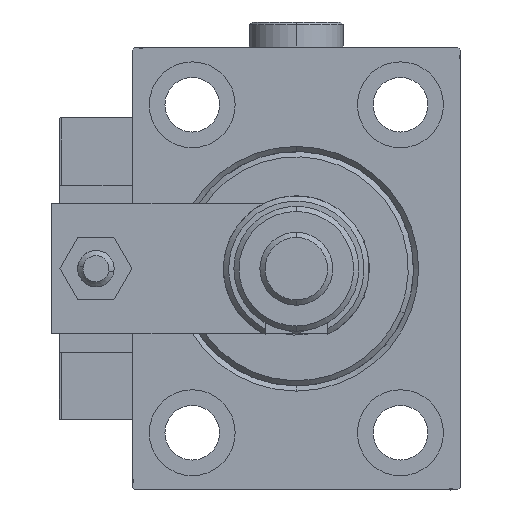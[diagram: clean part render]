
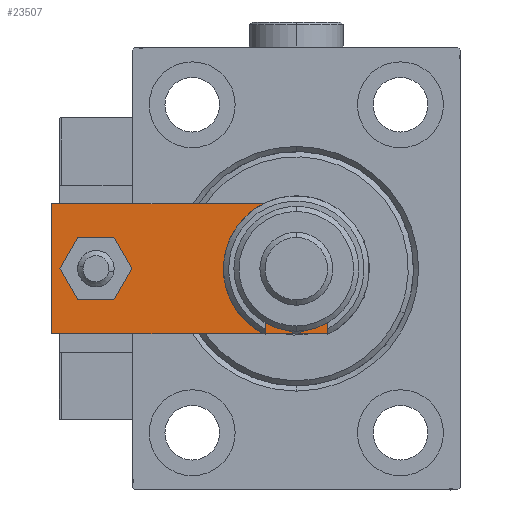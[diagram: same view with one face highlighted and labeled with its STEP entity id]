
A CAD part, left-side view. The second image highlights one B-rep face of the part: STEP entity #23507.
In plain terms, the highlighted face is planar.
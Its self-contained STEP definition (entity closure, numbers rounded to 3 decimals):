
#482 = CARTESIAN_POINT ( 'NONE',  ( 0., 0., 6. ) ) ;
#1006 = EDGE_CURVE ( 'NONE', #48409, #40317, #8804, .T. ) ;
#1519 = DIRECTION ( 'NONE',  ( 1., 0., 0. ) ) ;
#1615 = CARTESIAN_POINT ( 'NONE',  ( 12.5, 60., 6. ) ) ;
#2428 = DIRECTION ( 'NONE',  ( 0., -1., 0. ) ) ;
#3615 = VECTOR ( 'NONE', #2428, 1000. ) ;
#4558 = ORIENTED_EDGE ( 'NONE', *, *, #41403, .F. ) ;
#4784 = ORIENTED_EDGE ( 'NONE', *, *, #7735, .F. ) ;
#6037 = CARTESIAN_POINT ( 'NONE',  ( 5.5, 0., 6. ) ) ;
#6044 = EDGE_CURVE ( 'NONE', #47748, #13857, #32695, .T. ) ;
#6851 = CARTESIAN_POINT ( 'NONE',  ( 12.5, 0., 6. ) ) ;
#7122 = DIRECTION ( 'NONE',  ( 0., 1., 0. ) ) ;
#7735 = EDGE_CURVE ( 'NONE', #28213, #12014, #26233, .T. ) ;
#8324 = ORIENTED_EDGE ( 'NONE', *, *, #1006, .T. ) ;
#8804 = LINE ( 'NONE', #1615, #23684 ) ;
#10067 = CIRCLE ( 'NONE', #13612, 8.25 ) ;
#10275 = DIRECTION ( 'NONE',  ( 0., 0., 1. ) ) ;
#11257 = CARTESIAN_POINT ( 'NONE',  ( 0., 51.5, 6. ) ) ;
#12014 = VERTEX_POINT ( 'NONE', #42516 ) ;
#12141 = EDGE_LOOP ( 'NONE', ( #46088, #4558 ) ) ;
#12599 = FACE_BOUND ( 'NONE', #12141, .T. ) ;
#13028 = ORIENTED_EDGE ( 'NONE', *, *, #35915, .T. ) ;
#13612 = AXIS2_PLACEMENT_3D ( 'NONE', #31486, #18864, #40272 ) ;
#13800 = VECTOR ( 'NONE', #7122, 1000. ) ;
#13857 = VERTEX_POINT ( 'NONE', #20956 ) ;
#14804 = LINE ( 'NONE', #31548, #3615 ) ;
#14976 = LINE ( 'NONE', #48211, #20412 ) ;
#16101 = VECTOR ( 'NONE', #28836, 1000. ) ;
#16165 = EDGE_CURVE ( 'NONE', #40317, #52811, #14804, .T. ) ;
#16742 = ORIENTED_EDGE ( 'NONE', *, *, #20901, .T. ) ;
#17527 = PLANE ( 'NONE',  #34605 ) ;
#17792 = FACE_BOUND ( 'NONE', #31945, .T. ) ;
#18376 = DIRECTION ( 'NONE',  ( -1., 0., 0. ) ) ;
#18864 = DIRECTION ( 'NONE',  ( 0., 0., 1. ) ) ;
#20014 = CARTESIAN_POINT ( 'NONE',  ( -5.5, 0., 6. ) ) ;
#20046 = CARTESIAN_POINT ( 'NONE',  ( -2.75, -2.75, 6. ) ) ;
#20412 = VECTOR ( 'NONE', #1519, 1000. ) ;
#20901 = EDGE_CURVE ( 'NONE', #52811, #53904, #49724, .T. ) ;
#20956 = CARTESIAN_POINT ( 'NONE',  ( 12.5, 7., 6. ) ) ;
#21868 = ORIENTED_EDGE ( 'NONE', *, *, #6044, .T. ) ;
#22796 = LINE ( 'NONE', #6851, #13800 ) ;
#23507 = ADVANCED_FACE ( 'NONE', ( #12599, #50224, #17792 ), #17527, .T. ) ;
#23684 = VECTOR ( 'NONE', #18376, 1000. ) ;
#25319 = EDGE_LOOP ( 'NONE', ( #48546, #16742, #13028, #21868, #35157, #8324 ) ) ;
#26121 = EDGE_CURVE ( 'NONE', #48480, #42899, #42451, .T. ) ;
#26233 = CIRCLE ( 'NONE', #54307, 8.25 ) ;
#26667 = CARTESIAN_POINT ( 'NONE',  ( 12.5, 60., 6. ) ) ;
#27541 = ORIENTED_EDGE ( 'NONE', *, *, #27794, .F. ) ;
#27794 = EDGE_CURVE ( 'NONE', #12014, #28213, #10067, .T. ) ;
#27997 = DIRECTION ( 'NONE',  ( 0., 0., 1. ) ) ;
#28213 = VERTEX_POINT ( 'NONE', #52036 ) ;
#28836 = DIRECTION ( 'NONE',  ( 0.707, -0.707, 0. ) ) ;
#30133 = CARTESIAN_POINT ( 'NONE',  ( 4., 51.5, 6. ) ) ;
#31486 = CARTESIAN_POINT ( 'NONE',  ( 0., 13., 6. ) ) ;
#31548 = CARTESIAN_POINT ( 'NONE',  ( -12.5, 60., 6. ) ) ;
#31945 = EDGE_LOOP ( 'NONE', ( #4784, #27541 ) ) ;
#32565 = DIRECTION ( 'NONE',  ( 0., 0., 1. ) ) ;
#32695 = LINE ( 'NONE', #41765, #50739 ) ;
#34605 = AXIS2_PLACEMENT_3D ( 'NONE', #482, #42544, #50507 ) ;
#35157 = ORIENTED_EDGE ( 'NONE', *, *, #48586, .T. ) ;
#35915 = EDGE_CURVE ( 'NONE', #53904, #47748, #14976, .T. ) ;
#36549 = DIRECTION ( 'NONE',  ( 1., 0., 0. ) ) ;
#40271 = DIRECTION ( 'NONE',  ( 1., 0., 0. ) ) ;
#40272 = DIRECTION ( 'NONE',  ( 1., 0., 0. ) ) ;
#40317 = VERTEX_POINT ( 'NONE', #45860 ) ;
#41403 = EDGE_CURVE ( 'NONE', #42899, #48480, #46826, .T. ) ;
#41765 = CARTESIAN_POINT ( 'NONE',  ( 2.75, -2.75, 6. ) ) ;
#42348 = CARTESIAN_POINT ( 'NONE',  ( -4., 51.5, 6. ) ) ;
#42451 = CIRCLE ( 'NONE', #48590, 4. ) ;
#42516 = CARTESIAN_POINT ( 'NONE',  ( 8.25, 13., 6. ) ) ;
#42544 = DIRECTION ( 'NONE',  ( 0., 0., 1. ) ) ;
#42899 = VERTEX_POINT ( 'NONE', #30133 ) ;
#44772 = DIRECTION ( 'NONE',  ( 1., 0., 0. ) ) ;
#45860 = CARTESIAN_POINT ( 'NONE',  ( -12.5, 60., 6. ) ) ;
#46088 = ORIENTED_EDGE ( 'NONE', *, *, #26121, .F. ) ;
#46826 = CIRCLE ( 'NONE', #50339, 4. ) ;
#47748 = VERTEX_POINT ( 'NONE', #6037 ) ;
#48211 = CARTESIAN_POINT ( 'NONE',  ( -12.5, 0., 6. ) ) ;
#48409 = VERTEX_POINT ( 'NONE', #26667 ) ;
#48480 = VERTEX_POINT ( 'NONE', #42348 ) ;
#48546 = ORIENTED_EDGE ( 'NONE', *, *, #16165, .T. ) ;
#48586 = EDGE_CURVE ( 'NONE', #13857, #48409, #22796, .T. ) ;
#48590 = AXIS2_PLACEMENT_3D ( 'NONE', #51496, #10275, #36549 ) ;
#48785 = CARTESIAN_POINT ( 'NONE',  ( 0., 13., 6. ) ) ;
#49458 = DIRECTION ( 'NONE',  ( 0.707, 0.707, 0. ) ) ;
#49724 = LINE ( 'NONE', #20046, #16101 ) ;
#50224 = FACE_OUTER_BOUND ( 'NONE', #25319, .T. ) ;
#50339 = AXIS2_PLACEMENT_3D ( 'NONE', #11257, #27997, #44772 ) ;
#50507 = DIRECTION ( 'NONE',  ( 1., 0., 0. ) ) ;
#50739 = VECTOR ( 'NONE', #49458, 1000. ) ;
#50825 = CARTESIAN_POINT ( 'NONE',  ( -12.5, 7., 6. ) ) ;
#51496 = CARTESIAN_POINT ( 'NONE',  ( 0., 51.5, 6. ) ) ;
#52036 = CARTESIAN_POINT ( 'NONE',  ( -8.25, 13., 6. ) ) ;
#52811 = VERTEX_POINT ( 'NONE', #50825 ) ;
#53904 = VERTEX_POINT ( 'NONE', #20014 ) ;
#54307 = AXIS2_PLACEMENT_3D ( 'NONE', #48785, #32565, #40271 ) ;
